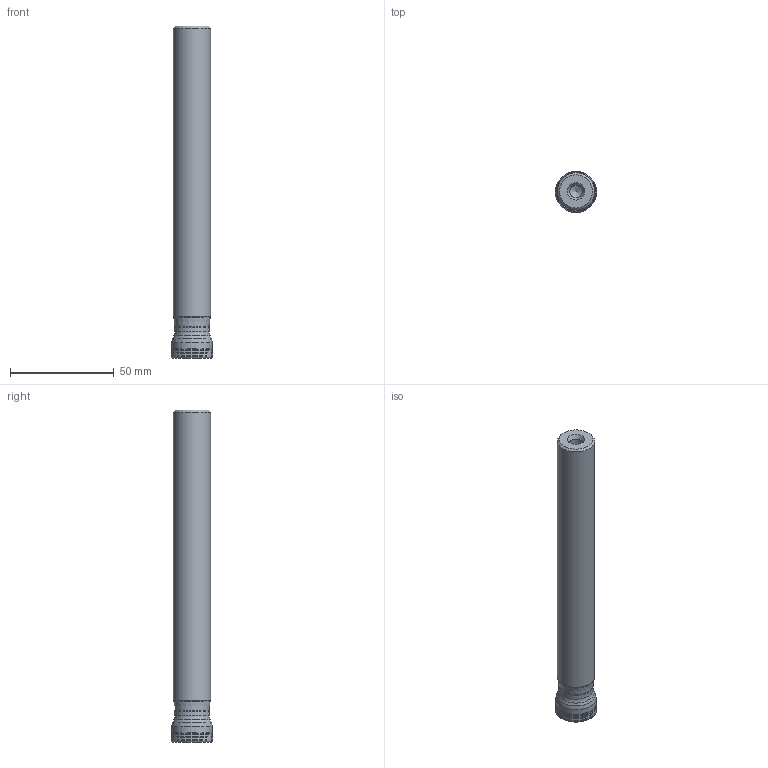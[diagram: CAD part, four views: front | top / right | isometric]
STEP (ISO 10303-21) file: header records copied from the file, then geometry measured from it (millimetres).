
FILE_DESCRIPTION(/* description */ (''),/* implementation_level */ '2;1');
FILE_NAME(/* name */ '20A3R020A18_SWN04C_C_115009315ndi000_00_SIM.stp',/* time_stamp */ '2020-01-15T07:39:42+01:00',/* author */ (''),/* organization */ (''),/* preprocessor_version */ 'ST-DEVELOPER v16.7',/* originating_system */ 'SIEMENS PLM Software NX 12.0',/* authorisation */ '');
FILE_SCHEMA (('AUTOMOTIVE_DESIGN { 1 0 10303 214 3 1 1 1 }'));
Length unit declared in the file: millimetre
Products named in the file (1): wq703E4427154ue0
Bounding box: 19.97 x 19.97 x 160.01 mm (x, y, z)
Volume: 37990.3 mm3; surface area: 13034.2 mm2
Topology: 2 solids, 2 shells, 79 faces, 158 edges, 82 vertices
Faces by surface type: revolution 56, cone 9, torus 5, cylinder 4, plane 3, bspline 2
Full cylindrical faces by diameter (mm): 6 x1, 16.6 x1, 18 x1, 19.468 x1
Entity records: 2073 total; most frequent: CARTESIAN_POINT 697, DIRECTION 256, FACE_BOUND 156, EDGE_LOOP 156, ORIENTED_EDGE 156, AXIS2_PLACEMENT_3D 100, ADVANCED_FACE 79, VERTEX_POINT 79
